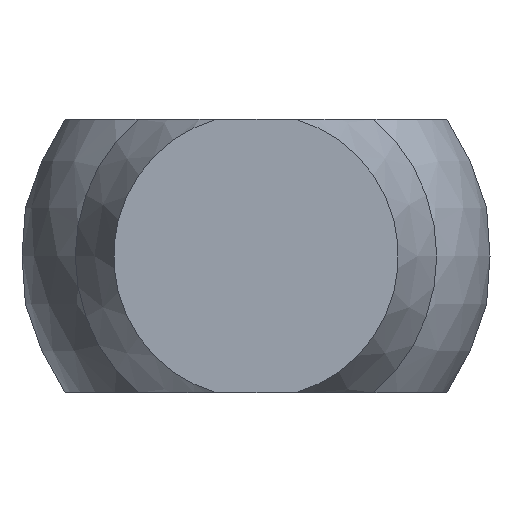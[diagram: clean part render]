
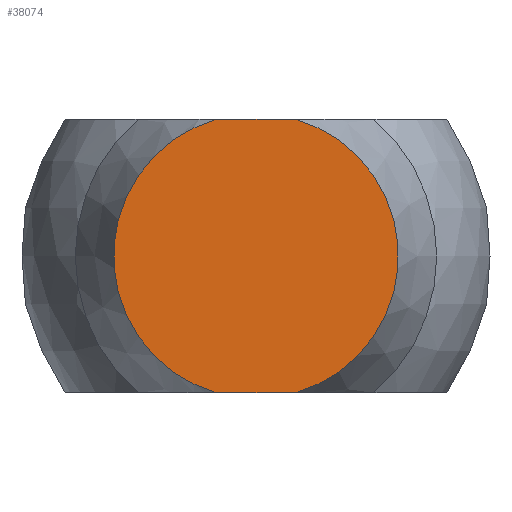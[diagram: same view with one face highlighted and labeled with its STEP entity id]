
A CAD part, left-side view. The second image highlights one B-rep face of the part: STEP entity #38074.
In plain terms, the highlighted planar face has unit normal (-1, 0, 0).
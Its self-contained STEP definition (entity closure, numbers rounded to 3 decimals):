
#722 = PLANE('',#723);
#723 = AXIS2_PLACEMENT_3D('',#724,#725,#726);
#724 = CARTESIAN_POINT('',(0.,-6.25,2.5));
#725 = DIRECTION('',(0.,0.,1.));
#726 = DIRECTION('',(0.,1.,0.));
#34993 = VERTEX_POINT('',#34994);
#34994 = CARTESIAN_POINT('',(-112.5,-0.714,2.5));
#35008 = CONICAL_SURFACE('',#35009,2.95,0.391);
#35009 = AXIS2_PLACEMENT_3D('',#35010,#35011,#35012);
#35010 = CARTESIAN_POINT('',(-111.65,0.,0.));
#35011 = DIRECTION('',(1.,0.,0.));
#35012 = DIRECTION('',(0.,-1.,0.));
#35455 = VERTEX_POINT('',#35456);
#35456 = CARTESIAN_POINT('',(-112.5,0.714,2.5));
#35470 = CONICAL_SURFACE('',#35471,2.95,0.391);
#35471 = AXIS2_PLACEMENT_3D('',#35472,#35473,#35474);
#35472 = CARTESIAN_POINT('',(-111.65,0.,0.));
#35473 = DIRECTION('',(1.,0.,0.));
#35474 = DIRECTION('',(-0.,1.,0.));
#35504 = EDGE_CURVE('',#35455,#34993,#35505,.T.);
#35505 = SURFACE_CURVE('',#35506,(#35510,#35517),.PCURVE_S1.);
#35506 = LINE('',#35507,#35508);
#35507 = CARTESIAN_POINT('',(-112.5,-1.475,2.5));
#35508 = VECTOR('',#35509,1.);
#35509 = DIRECTION('',(0.,-1.,0.));
#35510 = PCURVE('',#722,#35511);
#35511 = DEFINITIONAL_REPRESENTATION('',(#35512),#35516);
#35512 = LINE('',#35513,#35514);
#35513 = CARTESIAN_POINT('',(4.775,112.5));
#35514 = VECTOR('',#35515,1.);
#35515 = DIRECTION('',(-1.,0.));
#35516 = ( GEOMETRIC_REPRESENTATION_CONTEXT(2) 
PARAMETRIC_REPRESENTATION_CONTEXT() REPRESENTATION_CONTEXT('2D SPACE',''
  ) );
#35517 = PCURVE('',#35518,#35523);
#35518 = PLANE('',#35519);
#35519 = AXIS2_PLACEMENT_3D('',#35520,#35521,#35522);
#35520 = CARTESIAN_POINT('',(-112.5,3.3,0.));
#35521 = DIRECTION('',(-1.,0.,0.));
#35522 = DIRECTION('',(0.,0.,1.));
#35523 = DEFINITIONAL_REPRESENTATION('',(#35524),#35528);
#35524 = LINE('',#35525,#35526);
#35525 = CARTESIAN_POINT('',(2.5,-4.775));
#35526 = VECTOR('',#35527,1.);
#35527 = DIRECTION('',(0.,-1.));
#35528 = ( GEOMETRIC_REPRESENTATION_CONTEXT(2) 
PARAMETRIC_REPRESENTATION_CONTEXT() REPRESENTATION_CONTEXT('2D SPACE',''
  ) );
#36751 = PLANE('',#36752);
#36752 = AXIS2_PLACEMENT_3D('',#36753,#36754,#36755);
#36753 = CARTESIAN_POINT('',(0.,6.25,-2.5));
#36754 = DIRECTION('',(0.,0.,-1.));
#36755 = DIRECTION('',(0.,-1.,0.));
#37116 = VERTEX_POINT('',#37117);
#37117 = CARTESIAN_POINT('',(-112.5,-0.714,-2.5));
#37162 = EDGE_CURVE('',#37116,#37163,#37165,.T.);
#37163 = VERTEX_POINT('',#37164);
#37164 = CARTESIAN_POINT('',(-112.5,0.714,-2.5));
#37165 = SURFACE_CURVE('',#37166,(#37170,#37177),.PCURVE_S1.);
#37166 = LINE('',#37167,#37168);
#37167 = CARTESIAN_POINT('',(-112.5,4.775,-2.5));
#37168 = VECTOR('',#37169,1.);
#37169 = DIRECTION('',(0.,1.,0.));
#37170 = PCURVE('',#36751,#37171);
#37171 = DEFINITIONAL_REPRESENTATION('',(#37172),#37176);
#37172 = LINE('',#37173,#37174);
#37173 = CARTESIAN_POINT('',(1.475,112.5));
#37174 = VECTOR('',#37175,1.);
#37175 = DIRECTION('',(-1.,-0.));
#37176 = ( GEOMETRIC_REPRESENTATION_CONTEXT(2) 
PARAMETRIC_REPRESENTATION_CONTEXT() REPRESENTATION_CONTEXT('2D SPACE',''
  ) );
#37177 = PCURVE('',#35518,#37178);
#37178 = DEFINITIONAL_REPRESENTATION('',(#37179),#37183);
#37179 = LINE('',#37180,#37181);
#37180 = CARTESIAN_POINT('',(-2.5,1.475));
#37181 = VECTOR('',#37182,1.);
#37182 = DIRECTION('',(0.,1.));
#37183 = ( GEOMETRIC_REPRESENTATION_CONTEXT(2) 
PARAMETRIC_REPRESENTATION_CONTEXT() REPRESENTATION_CONTEXT('2D SPACE',''
  ) );
#38049 = EDGE_CURVE('',#34993,#37116,#38050,.T.);
#38050 = SURFACE_CURVE('',#38051,(#38056,#38063),.PCURVE_S1.);
#38051 = CIRCLE('',#38052,2.6);
#38052 = AXIS2_PLACEMENT_3D('',#38053,#38054,#38055);
#38053 = CARTESIAN_POINT('',(-112.5,0.,0.));
#38054 = DIRECTION('',(1.,0.,0.));
#38055 = DIRECTION('',(0.,-1.,0.));
#38056 = PCURVE('',#35008,#38057);
#38057 = DEFINITIONAL_REPRESENTATION('',(#38058),#38062);
#38058 = LINE('',#38059,#38060);
#38059 = CARTESIAN_POINT('',(-6.283,-0.85));
#38060 = VECTOR('',#38061,1.);
#38061 = DIRECTION('',(1.,0.));
#38062 = ( GEOMETRIC_REPRESENTATION_CONTEXT(2) 
PARAMETRIC_REPRESENTATION_CONTEXT() REPRESENTATION_CONTEXT('2D SPACE',''
  ) );
#38063 = PCURVE('',#35518,#38064);
#38064 = DEFINITIONAL_REPRESENTATION('',(#38065),#38073);
#38065 = ( BOUNDED_CURVE() B_SPLINE_CURVE(2,(#38066,#38067,#38068,#38069
    ,#38070,#38071,#38072),.UNSPECIFIED.,.T.,.F.) 
B_SPLINE_CURVE_WITH_KNOTS((1,2,2,2,2,1),(-2.094,0.,
    2.094,4.189,6.283,8.378),
.UNSPECIFIED.) CURVE() GEOMETRIC_REPRESENTATION_ITEM() 
RATIONAL_B_SPLINE_CURVE((1.,0.5,1.,0.5,1.,0.5,1.)) REPRESENTATION_ITEM(
  '') );
#38066 = CARTESIAN_POINT('',(0.,-5.9));
#38067 = CARTESIAN_POINT('',(-4.503,-5.9));
#38068 = CARTESIAN_POINT('',(-2.252,-2.));
#38069 = CARTESIAN_POINT('',(0.,1.9));
#38070 = CARTESIAN_POINT('',(2.252,-2.));
#38071 = CARTESIAN_POINT('',(4.503,-5.9));
#38072 = CARTESIAN_POINT('',(0.,-5.9));
#38073 = ( GEOMETRIC_REPRESENTATION_CONTEXT(2) 
PARAMETRIC_REPRESENTATION_CONTEXT() REPRESENTATION_CONTEXT('2D SPACE',''
  ) );
#38074 = ADVANCED_FACE('',(#38075),#35518,.T.);
#38075 = FACE_BOUND('',#38076,.T.);
#38076 = EDGE_LOOP('',(#38077,#38078,#38079,#38105));
#38077 = ORIENTED_EDGE('',*,*,#38049,.F.);
#38078 = ORIENTED_EDGE('',*,*,#35504,.F.);
#38079 = ORIENTED_EDGE('',*,*,#38080,.F.);
#38080 = EDGE_CURVE('',#37163,#35455,#38081,.T.);
#38081 = SURFACE_CURVE('',#38082,(#38087,#38098),.PCURVE_S1.);
#38082 = CIRCLE('',#38083,2.6);
#38083 = AXIS2_PLACEMENT_3D('',#38084,#38085,#38086);
#38084 = CARTESIAN_POINT('',(-112.5,0.,0.));
#38085 = DIRECTION('',(1.,0.,0.));
#38086 = DIRECTION('',(-0.,1.,0.));
#38087 = PCURVE('',#35518,#38088);
#38088 = DEFINITIONAL_REPRESENTATION('',(#38089),#38097);
#38089 = ( BOUNDED_CURVE() B_SPLINE_CURVE(2,(#38090,#38091,#38092,#38093
    ,#38094,#38095,#38096),.UNSPECIFIED.,.T.,.F.) 
B_SPLINE_CURVE_WITH_KNOTS((1,2,2,2,2,1),(-2.094,0.,
    2.094,4.189,6.283,8.378),
.UNSPECIFIED.) CURVE() GEOMETRIC_REPRESENTATION_ITEM() 
RATIONAL_B_SPLINE_CURVE((1.,0.5,1.,0.5,1.,0.5,1.)) REPRESENTATION_ITEM(
  '') );
#38090 = CARTESIAN_POINT('',(0.,-0.7));
#38091 = CARTESIAN_POINT('',(4.503,-0.7));
#38092 = CARTESIAN_POINT('',(2.252,-4.6));
#38093 = CARTESIAN_POINT('',(0.,-8.5));
#38094 = CARTESIAN_POINT('',(-2.252,-4.6));
#38095 = CARTESIAN_POINT('',(-4.503,-0.7));
#38096 = CARTESIAN_POINT('',(0.,-0.7));
#38097 = ( GEOMETRIC_REPRESENTATION_CONTEXT(2) 
PARAMETRIC_REPRESENTATION_CONTEXT() REPRESENTATION_CONTEXT('2D SPACE',''
  ) );
#38098 = PCURVE('',#35470,#38099);
#38099 = DEFINITIONAL_REPRESENTATION('',(#38100),#38104);
#38100 = LINE('',#38101,#38102);
#38101 = CARTESIAN_POINT('',(-6.283,-0.85));
#38102 = VECTOR('',#38103,1.);
#38103 = DIRECTION('',(1.,0.));
#38104 = ( GEOMETRIC_REPRESENTATION_CONTEXT(2) 
PARAMETRIC_REPRESENTATION_CONTEXT() REPRESENTATION_CONTEXT('2D SPACE',''
  ) );
#38105 = ORIENTED_EDGE('',*,*,#37162,.F.);
